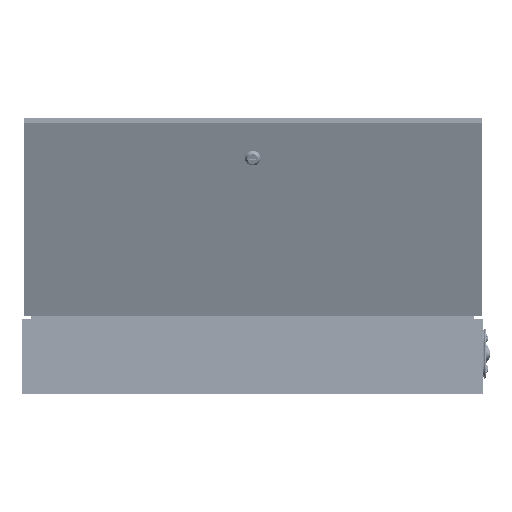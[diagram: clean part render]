
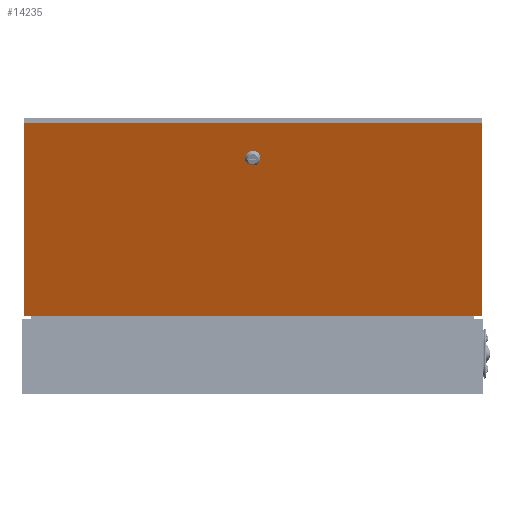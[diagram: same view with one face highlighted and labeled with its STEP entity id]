
A CAD part, left-side view. The second image highlights one B-rep face of the part: STEP entity #14235.
In plain terms, the highlighted face is planar.
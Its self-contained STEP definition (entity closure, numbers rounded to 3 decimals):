
#715 = VERTEX_POINT ( 'NONE', #22872 ) ;
#2096 = CARTESIAN_POINT ( 'NONE',  ( 153., 342.5, 0. ) ) ;
#2435 = EDGE_CURVE ( 'NONE', #10732, #30156, #34604, .T. ) ;
#3963 = CIRCLE ( 'NONE', #12739, 11.5 ) ;
#4246 = LINE ( 'NONE', #2096, #56235 ) ;
#5704 = LINE ( 'NONE', #8451, #40696 ) ;
#5922 = DIRECTION ( 'NONE',  ( 0., 0., 1. ) ) ;
#6710 = DIRECTION ( 'NONE',  ( 1., 0., 0. ) ) ;
#7426 = CARTESIAN_POINT ( 'NONE',  ( -153., 342.5, 0. ) ) ;
#8451 = CARTESIAN_POINT ( 'NONE',  ( -153., 342.5, 0. ) ) ;
#9409 = CARTESIAN_POINT ( 'NONE',  ( -98., 0., 0. ) ) ;
#10392 = EDGE_CURVE ( 'NONE', #37471, #52063, #34377, .T. ) ;
#10732 = VERTEX_POINT ( 'NONE', #12445 ) ;
#12445 = CARTESIAN_POINT ( 'NONE',  ( -109.5, 0., 0. ) ) ;
#12559 = CARTESIAN_POINT ( 'NONE',  ( -153., -342.5, 0. ) ) ;
#12739 = AXIS2_PLACEMENT_3D ( 'NONE', #26432, #44741, #36986 ) ;
#13561 = DIRECTION ( 'NONE',  ( 1., 0., 0. ) ) ;
#14235 = ADVANCED_FACE ( 'NONE', ( #46506, #55712 ), #15537, .T. ) ;
#14456 = AXIS2_PLACEMENT_3D ( 'NONE', #9409, #46279, #22972 ) ;
#15537 = PLANE ( 'NONE',  #26601 ) ;
#16044 = EDGE_CURVE ( 'NONE', #52063, #715, #4246, .T. ) ;
#17666 = DIRECTION ( 'NONE',  ( 0., -1., 0. ) ) ;
#19144 = EDGE_LOOP ( 'NONE', ( #34042, #25803 ) ) ;
#20303 = CARTESIAN_POINT ( 'NONE',  ( 0., 0., 0. ) ) ;
#20734 = ORIENTED_EDGE ( 'NONE', *, *, #53858, .T. ) ;
#22872 = CARTESIAN_POINT ( 'NONE',  ( 153., 342.5, 0. ) ) ;
#22972 = DIRECTION ( 'NONE',  ( 1., 0., 0. ) ) ;
#23384 = EDGE_LOOP ( 'NONE', ( #20734, #49487, #37489, #36140 ) ) ;
#25803 = ORIENTED_EDGE ( 'NONE', *, *, #2435, .F. ) ;
#26432 = CARTESIAN_POINT ( 'NONE',  ( -98., 0., 0. ) ) ;
#26601 = AXIS2_PLACEMENT_3D ( 'NONE', #20303, #5922, #6710 ) ;
#28912 = VECTOR ( 'NONE', #39760, 1000. ) ;
#29869 = DIRECTION ( 'NONE',  ( 0., 1., 0. ) ) ;
#30156 = VERTEX_POINT ( 'NONE', #52129 ) ;
#33959 = EDGE_CURVE ( 'NONE', #715, #45551, #41015, .T. ) ;
#34042 = ORIENTED_EDGE ( 'NONE', *, *, #48780, .F. ) ;
#34377 = LINE ( 'NONE', #12559, #35826 ) ;
#34604 = CIRCLE ( 'NONE', #14456, 11.5 ) ;
#35826 = VECTOR ( 'NONE', #13561, 1000. ) ;
#36140 = ORIENTED_EDGE ( 'NONE', *, *, #33959, .T. ) ;
#36986 = DIRECTION ( 'NONE',  ( 1., 0., 0. ) ) ;
#37471 = VERTEX_POINT ( 'NONE', #49863 ) ;
#37489 = ORIENTED_EDGE ( 'NONE', *, *, #16044, .T. ) ;
#39760 = DIRECTION ( 'NONE',  ( -1., 0., 0. ) ) ;
#40696 = VECTOR ( 'NONE', #17666, 1000. ) ;
#41015 = LINE ( 'NONE', #7426, #28912 ) ;
#44741 = DIRECTION ( 'NONE',  ( 0., 0., 1. ) ) ;
#45551 = VERTEX_POINT ( 'NONE', #46090 ) ;
#46090 = CARTESIAN_POINT ( 'NONE',  ( -153., 342.5, 0. ) ) ;
#46279 = DIRECTION ( 'NONE',  ( 0., 0., 1. ) ) ;
#46506 = FACE_BOUND ( 'NONE', #19144, .T. ) ;
#47027 = CARTESIAN_POINT ( 'NONE',  ( 153., -342.5, 0. ) ) ;
#48780 = EDGE_CURVE ( 'NONE', #30156, #10732, #3963, .T. ) ;
#49487 = ORIENTED_EDGE ( 'NONE', *, *, #10392, .T. ) ;
#49863 = CARTESIAN_POINT ( 'NONE',  ( -153., -342.5, 0. ) ) ;
#52063 = VERTEX_POINT ( 'NONE', #47027 ) ;
#52129 = CARTESIAN_POINT ( 'NONE',  ( -86.5, 0., 0. ) ) ;
#53858 = EDGE_CURVE ( 'NONE', #45551, #37471, #5704, .T. ) ;
#55712 = FACE_OUTER_BOUND ( 'NONE', #23384, .T. ) ;
#56235 = VECTOR ( 'NONE', #29869, 1000. ) ;
